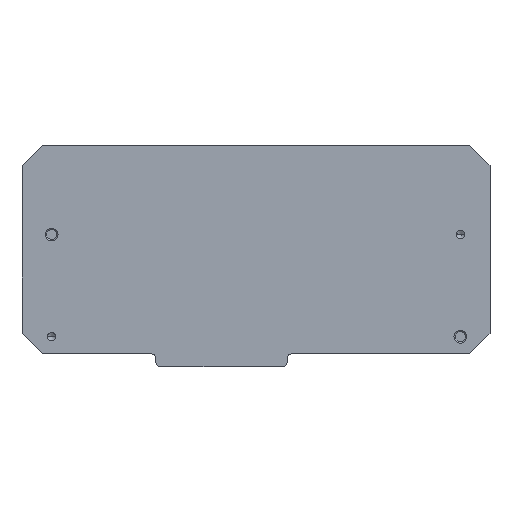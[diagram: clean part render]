
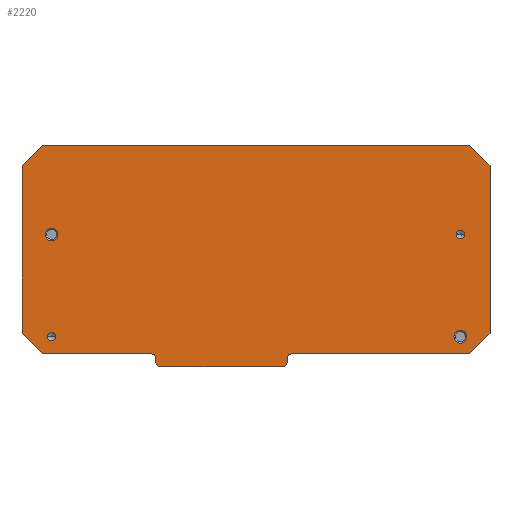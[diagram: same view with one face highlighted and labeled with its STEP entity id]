
A CAD part, front view. The second image highlights one B-rep face of the part: STEP entity #2220.
In plain terms, the highlighted planar face has unit normal (0, -1, 0).
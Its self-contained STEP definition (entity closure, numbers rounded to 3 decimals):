
#291=CARTESIAN_POINT('',(106.,0.,13.65));
#292=DIRECTION('',(0.,-1.,0.));
#293=DIRECTION('',(-1.,0.,0.));
#294=AXIS2_PLACEMENT_3D('',#291,#292,#293);
#299=CARTESIAN_POINT('',(106.,0.,13.65));
#300=DIRECTION('',(0.,-1.,0.));
#301=DIRECTION('',(1.,0.,0.));
#302=AXIS2_PLACEMENT_3D('',#299,#300,#301);
#307=CARTESIAN_POINT('',(-54.,0.,-26.35));
#308=DIRECTION('',(0.,-1.,0.));
#309=DIRECTION('',(-1.,0.,0.));
#310=AXIS2_PLACEMENT_3D('',#307,#308,#309);
#315=CARTESIAN_POINT('',(-54.,0.,-26.35));
#316=DIRECTION('',(0.,-1.,0.));
#317=DIRECTION('',(1.,0.,0.));
#318=AXIS2_PLACEMENT_3D('',#315,#316,#317);
#323=CARTESIAN_POINT('',(106.,0.,-26.35));
#324=DIRECTION('',(0.,1.,0.));
#325=DIRECTION('',(-1.,0.,0.));
#326=AXIS2_PLACEMENT_3D('',#323,#324,#325);
#331=CARTESIAN_POINT('',(106.,0.,-26.35));
#332=DIRECTION('',(0.,1.,0.));
#333=DIRECTION('',(1.,0.,0.));
#334=AXIS2_PLACEMENT_3D('',#331,#332,#333);
#339=CARTESIAN_POINT('',(-54.,0.,13.65));
#340=DIRECTION('',(0.,1.,0.));
#341=DIRECTION('',(-1.,0.,0.));
#342=AXIS2_PLACEMENT_3D('',#339,#340,#341);
#347=CARTESIAN_POINT('',(-54.,0.,13.65));
#348=DIRECTION('',(0.,1.,0.));
#349=DIRECTION('',(1.,0.,0.));
#350=AXIS2_PLACEMENT_3D('',#347,#348,#349);
#355=CARTESIAN_POINT('',(-11.2,0.,-36.2));
#356=DIRECTION('',(0.,-1.,0.));
#357=DIRECTION('',(-1.,0.,0.));
#358=AXIS2_PLACEMENT_3D('',#355,#356,#357);
#363=DIRECTION('',(0.,0.,1.));
#364=VECTOR('',#363,1.2);
#365=CARTESIAN_POINT('',(-13.2,0.,-36.2));
#366=LINE('',#365,#364);
#370=DIRECTION('',(-1.,0.,0.));
#371=VECTOR('',#370,42.4);
#372=CARTESIAN_POINT('',(-15.2,0.,-33.));
#373=LINE('',#372,#371);
#377=DIRECTION('',(0.707,0.,-0.707));
#378=VECTOR('',#377,11.314);
#379=CARTESIAN_POINT('',(-65.6,0.,-25.));
#380=LINE('',#379,#378);
#384=DIRECTION('',(-0.707,0.,-0.707));
#385=VECTOR('',#384,11.314);
#386=CARTESIAN_POINT('',(-57.6,0.,48.7));
#387=LINE('',#386,#385);
#391=DIRECTION('',(1.,0.,0.));
#392=VECTOR('',#391,167.2);
#393=CARTESIAN_POINT('',(-57.6,0.,48.7));
#394=LINE('',#393,#392);
#398=DIRECTION('',(-0.707,0.,0.707));
#399=VECTOR('',#398,11.314);
#400=CARTESIAN_POINT('',(117.6,0.,40.7));
#401=LINE('',#400,#399);
#405=DIRECTION('',(0.707,0.,0.707));
#406=VECTOR('',#405,11.314);
#407=CARTESIAN_POINT('',(109.6,0.,-33.));
#408=LINE('',#407,#406);
#412=DIRECTION('',(-1.,0.,0.));
#413=VECTOR('',#412,69.4);
#414=CARTESIAN_POINT('',(109.6,0.,-33.));
#415=LINE('',#414,#413);
#419=DIRECTION('',(0.,0.,-1.));
#420=VECTOR('',#419,1.2);
#421=CARTESIAN_POINT('',(38.2,0.,-35.));
#422=LINE('',#421,#420);
#426=CARTESIAN_POINT('',(36.2,0.,-36.2));
#427=DIRECTION('',(0.,-1.,0.));
#428=DIRECTION('',(0.,0.,-1.));
#429=AXIS2_PLACEMENT_3D('',#426,#427,#428);
#434=DIRECTION('',(-1.,0.,0.));
#435=VECTOR('',#434,47.4);
#436=CARTESIAN_POINT('',(36.2,0.,-38.2));
#437=LINE('',#436,#435);
#685=CARTESIAN_POINT('',(40.2,0.,-35.));
#686=DIRECTION('',(0.,1.,0.));
#687=DIRECTION('',(-1.,0.,0.));
#688=AXIS2_PLACEMENT_3D('',#685,#686,#687);
#749=DIRECTION('',(0.,0.,1.));
#750=VECTOR('',#749,65.7);
#751=CARTESIAN_POINT('',(117.6,0.,-25.));
#752=LINE('',#751,#750);
#1302=CARTESIAN_POINT('',(-15.2,0.,-35.));
#1303=DIRECTION('',(0.,1.,0.));
#1304=DIRECTION('',(0.,0.,1.));
#1305=AXIS2_PLACEMENT_3D('',#1302,#1303,#1304);
#1367=DIRECTION('',(0.,0.,-1.));
#1368=VECTOR('',#1367,65.7);
#1369=CARTESIAN_POINT('',(-65.6,0.,40.7));
#1370=LINE('',#1369,#1368);
#1803=CARTESIAN_POINT('',(104.35,0.,13.65));
#1804=VERTEX_POINT('',#1803);
#1805=CARTESIAN_POINT('',(107.65,0.,13.65));
#1806=VERTEX_POINT('',#1805);
#1813=CARTESIAN_POINT('',(-55.65,0.,-26.35));
#1814=VERTEX_POINT('',#1813);
#1815=CARTESIAN_POINT('',(-52.35,0.,-26.35));
#1816=VERTEX_POINT('',#1815);
#1821=CARTESIAN_POINT('',(103.5,0.,-26.35));
#1822=CARTESIAN_POINT('',(108.5,0.,-26.35));
#1823=VERTEX_POINT('',#1821);
#1824=VERTEX_POINT('',#1822);
#1829=CARTESIAN_POINT('',(-56.5,0.,13.65));
#1830=CARTESIAN_POINT('',(-51.5,0.,13.65));
#1831=VERTEX_POINT('',#1829);
#1832=VERTEX_POINT('',#1830);
#1865=CARTESIAN_POINT('',(-65.6,0.,-25.));
#1866=CARTESIAN_POINT('',(-57.6,0.,-33.));
#1867=VERTEX_POINT('',#1865);
#1868=VERTEX_POINT('',#1866);
#1873=CARTESIAN_POINT('',(109.6,0.,-33.));
#1874=CARTESIAN_POINT('',(117.6,0.,-25.));
#1875=VERTEX_POINT('',#1873);
#1876=VERTEX_POINT('',#1874);
#1881=CARTESIAN_POINT('',(-65.6,0.,40.7));
#1882=VERTEX_POINT('',#1881);
#1883=CARTESIAN_POINT('',(117.6,0.,40.7));
#1884=VERTEX_POINT('',#1883);
#2022=CARTESIAN_POINT('',(40.2,0.,-33.));
#2024=VERTEX_POINT('',#2022);
#2026=CARTESIAN_POINT('',(38.2,0.,-35.));
#2028=VERTEX_POINT('',#2026);
#2029=CARTESIAN_POINT('',(-15.2,0.,-33.));
#2031=VERTEX_POINT('',#2029);
#2033=CARTESIAN_POINT('',(-13.2,0.,-35.));
#2035=VERTEX_POINT('',#2033);
#2037=CARTESIAN_POINT('',(-13.2,0.,-36.2));
#2038=CARTESIAN_POINT('',(-11.2,0.,-38.2));
#2039=VERTEX_POINT('',#2037);
#2040=VERTEX_POINT('',#2038);
#2045=CARTESIAN_POINT('',(36.2,0.,-38.2));
#2046=CARTESIAN_POINT('',(38.2,0.,-36.2));
#2047=VERTEX_POINT('',#2045);
#2048=VERTEX_POINT('',#2046);
#2053=CARTESIAN_POINT('',(-57.6,0.,48.7));
#2055=VERTEX_POINT('',#2053);
#2057=CARTESIAN_POINT('',(109.6,0.,48.7));
#2058=VERTEX_POINT('',#2057);
#2158=CARTESIAN_POINT('',(0.,0.,0.));
#2159=DIRECTION('',(0.,1.,0.));
#2160=DIRECTION('',(1.,0.,0.));
#2161=AXIS2_PLACEMENT_3D('',#2158,#2159,#2160);
#2162=PLANE('',#2161);
#2164=ORIENTED_EDGE('',*,*,#2163,.F.);
#2166=ORIENTED_EDGE('',*,*,#2165,.T.);
#2168=ORIENTED_EDGE('',*,*,#2167,.F.);
#2170=ORIENTED_EDGE('',*,*,#2169,.T.);
#2171=ORIENTED_EDGE('',*,*,#2148,.F.);
#2173=ORIENTED_EDGE('',*,*,#2172,.F.);
#2175=ORIENTED_EDGE('',*,*,#2174,.F.);
#2177=ORIENTED_EDGE('',*,*,#2176,.T.);
#2179=ORIENTED_EDGE('',*,*,#2178,.F.);
#2181=ORIENTED_EDGE('',*,*,#2180,.F.);
#2183=ORIENTED_EDGE('',*,*,#2182,.F.);
#2185=ORIENTED_EDGE('',*,*,#2184,.T.);
#2187=ORIENTED_EDGE('',*,*,#2186,.F.);
#2189=ORIENTED_EDGE('',*,*,#2188,.T.);
#2191=ORIENTED_EDGE('',*,*,#2190,.F.);
#2193=ORIENTED_EDGE('',*,*,#2192,.T.);
#2194=EDGE_LOOP('',(#2164,#2166,#2168,#2170,#2171,#2173,#2175,#2177,#2179,#2181,
#2183,#2185,#2187,#2189,#2191,#2193));
#2195=FACE_OUTER_BOUND('',#2194,.F.);
#2197=ORIENTED_EDGE('',*,*,#2196,.T.);
#2199=ORIENTED_EDGE('',*,*,#2198,.T.);
#2200=EDGE_LOOP('',(#2197,#2199));
#2201=FACE_BOUND('',#2200,.F.);
#2203=ORIENTED_EDGE('',*,*,#2202,.F.);
#2205=ORIENTED_EDGE('',*,*,#2204,.F.);
#2206=EDGE_LOOP('',(#2203,#2205));
#2207=FACE_BOUND('',#2206,.F.);
#2209=ORIENTED_EDGE('',*,*,#2208,.F.);
#2211=ORIENTED_EDGE('',*,*,#2210,.F.);
#2212=EDGE_LOOP('',(#2209,#2211));
#2213=FACE_BOUND('',#2212,.F.);
#2215=ORIENTED_EDGE('',*,*,#2214,.T.);
#2217=ORIENTED_EDGE('',*,*,#2216,.T.);
#2218=EDGE_LOOP('',(#2215,#2217));
#2219=FACE_BOUND('',#2218,.F.);
#295=CIRCLE('',#294,1.65);
#303=CIRCLE('',#302,1.65);
#311=CIRCLE('',#310,1.65);
#319=CIRCLE('',#318,1.65);
#327=CIRCLE('',#326,2.5);
#335=CIRCLE('',#334,2.5);
#343=CIRCLE('',#342,2.5);
#351=CIRCLE('',#350,2.5);
#359=CIRCLE('',#358,2.);
#430=CIRCLE('',#429,2.);
#689=CIRCLE('',#688,2.);
#1306=CIRCLE('',#1305,2.);
#2148=EDGE_CURVE('',#1867,#1868,#380,.T.);
#2163=EDGE_CURVE('',#2039,#2040,#359,.T.);
#2165=EDGE_CURVE('',#2039,#2035,#366,.T.);
#2167=EDGE_CURVE('',#2031,#2035,#1306,.T.);
#2169=EDGE_CURVE('',#2031,#1868,#373,.T.);
#2172=EDGE_CURVE('',#1882,#1867,#1370,.T.);
#2174=EDGE_CURVE('',#2055,#1882,#387,.T.);
#2176=EDGE_CURVE('',#2055,#2058,#394,.T.);
#2178=EDGE_CURVE('',#1884,#2058,#401,.T.);
#2180=EDGE_CURVE('',#1876,#1884,#752,.T.);
#2182=EDGE_CURVE('',#1875,#1876,#408,.T.);
#2184=EDGE_CURVE('',#1875,#2024,#415,.T.);
#2186=EDGE_CURVE('',#2028,#2024,#689,.T.);
#2188=EDGE_CURVE('',#2028,#2048,#422,.T.);
#2190=EDGE_CURVE('',#2047,#2048,#430,.T.);
#2192=EDGE_CURVE('',#2047,#2040,#437,.T.);
#2196=EDGE_CURVE('',#1814,#1816,#311,.T.);
#2198=EDGE_CURVE('',#1816,#1814,#319,.T.);
#2202=EDGE_CURVE('',#1823,#1824,#327,.T.);
#2204=EDGE_CURVE('',#1824,#1823,#335,.T.);
#2208=EDGE_CURVE('',#1831,#1832,#343,.T.);
#2210=EDGE_CURVE('',#1832,#1831,#351,.T.);
#2214=EDGE_CURVE('',#1804,#1806,#295,.T.);
#2216=EDGE_CURVE('',#1806,#1804,#303,.T.);
#2220=ADVANCED_FACE('',(#2195,#2201,#2207,#2213,#2219),#2162,.F.);
